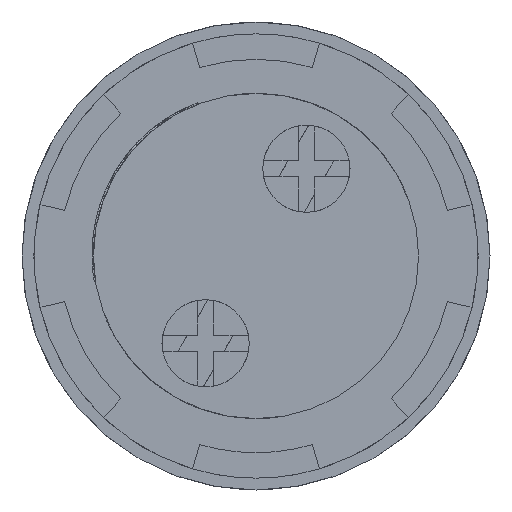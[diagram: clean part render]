
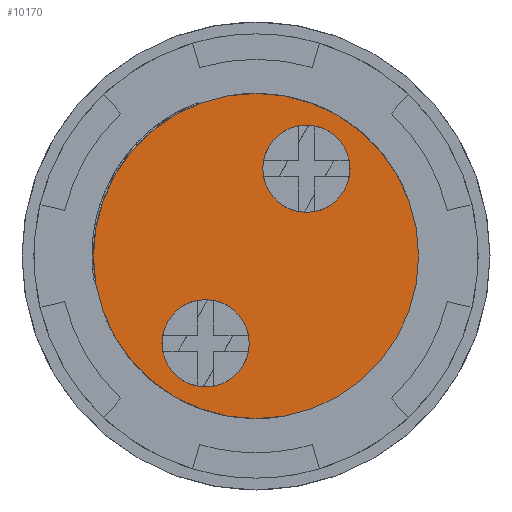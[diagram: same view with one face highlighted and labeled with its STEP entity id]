
A CAD part, front view. The second image highlights one B-rep face of the part: STEP entity #10170.
In plain terms, the highlighted planar face has unit normal (0, -1, 0).
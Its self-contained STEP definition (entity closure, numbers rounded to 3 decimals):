
#54 = CARTESIAN_POINT ( 'NONE',  ( 3.175, 0., 8.25 ) ) ;
#179 = AXIS2_PLACEMENT_3D ( 'NONE', #1650, #19020, #10323 ) ;
#244 = EDGE_CURVE ( 'NONE', #14827, #5624, #1432, .T. ) ;
#922 = CIRCLE ( 'NONE', #9890, 10.25 ) ;
#1140 = EDGE_LOOP ( 'NONE', ( #23896, #8746 ) ) ;
#1151 = DIRECTION ( 'NONE',  ( 0., -1., 0. ) ) ;
#1432 = CIRCLE ( 'NONE', #7686, 2.75 ) ;
#1650 = CARTESIAN_POINT ( 'NONE',  ( 3.175, 0., 5.5 ) ) ;
#2610 = VERTEX_POINT ( 'NONE', #15824 ) ;
#2948 = VERTEX_POINT ( 'NONE', #7658 ) ;
#2952 = CARTESIAN_POINT ( 'NONE',  ( 0., 0., -10.25 ) ) ;
#2955 = FACE_BOUND ( 'NONE', #5957, .T. ) ;
#3090 = FACE_BOUND ( 'NONE', #20706, .T. ) ;
#3812 = AXIS2_PLACEMENT_3D ( 'NONE', #5053, #11474, #26439 ) ;
#4256 = AXIS2_PLACEMENT_3D ( 'NONE', #17481, #25993, #15358 ) ;
#4942 = CARTESIAN_POINT ( 'NONE',  ( -3.175, 0., -5.5 ) ) ;
#5053 = CARTESIAN_POINT ( 'NONE',  ( 0., 0., 0. ) ) ;
#5098 = CARTESIAN_POINT ( 'NONE',  ( -3.175, 0., -5.5 ) ) ;
#5624 = VERTEX_POINT ( 'NONE', #11966 ) ;
#5847 = CARTESIAN_POINT ( 'NONE',  ( -3.175, 0., -2.75 ) ) ;
#5957 = EDGE_LOOP ( 'NONE', ( #24993, #18744 ) ) ;
#7658 = CARTESIAN_POINT ( 'NONE',  ( 0., 0., 10.25 ) ) ;
#7686 = AXIS2_PLACEMENT_3D ( 'NONE', #4942, #9402, #21997 ) ;
#8677 = EDGE_CURVE ( 'NONE', #2948, #23767, #922, .T. ) ;
#8746 = ORIENTED_EDGE ( 'NONE', *, *, #8677, .F. ) ;
#9402 = DIRECTION ( 'NONE',  ( 0., -1., 0. ) ) ;
#9890 = AXIS2_PLACEMENT_3D ( 'NONE', #10692, #15299, #25934 ) ;
#10170 = ADVANCED_FACE ( 'NONE', ( #3090, #2955, #18214 ), #16231, .F. ) ;
#10323 = DIRECTION ( 'NONE',  ( 0., 0., -1. ) ) ;
#10692 = CARTESIAN_POINT ( 'NONE',  ( 0., 0., 0. ) ) ;
#11474 = DIRECTION ( 'NONE',  ( 0., 1., 0. ) ) ;
#11966 = CARTESIAN_POINT ( 'NONE',  ( -3.175, 0., -8.25 ) ) ;
#13365 = VERTEX_POINT ( 'NONE', #54 ) ;
#13620 = DIRECTION ( 'NONE',  ( 0., 0., -1. ) ) ;
#14827 = VERTEX_POINT ( 'NONE', #5847 ) ;
#15299 = DIRECTION ( 'NONE',  ( 0., 1., 0. ) ) ;
#15358 = DIRECTION ( 'NONE',  ( 0., 0., 1. ) ) ;
#15824 = CARTESIAN_POINT ( 'NONE',  ( 3.175, 0., 2.75 ) ) ;
#15928 = EDGE_CURVE ( 'NONE', #5624, #14827, #23392, .T. ) ;
#16050 = DIRECTION ( 'NONE',  ( 0., -1., 0. ) ) ;
#16231 = PLANE ( 'NONE',  #3812 ) ;
#17481 = CARTESIAN_POINT ( 'NONE',  ( 0., 0., 0. ) ) ;
#18022 = AXIS2_PLACEMENT_3D ( 'NONE', #5098, #1151, #13620 ) ;
#18214 = FACE_OUTER_BOUND ( 'NONE', #1140, .T. ) ;
#18303 = DIRECTION ( 'NONE',  ( 0., 0., -1. ) ) ;
#18654 = ORIENTED_EDGE ( 'NONE', *, *, #18964, .F. ) ;
#18744 = ORIENTED_EDGE ( 'NONE', *, *, #244, .F. ) ;
#18964 = EDGE_CURVE ( 'NONE', #2610, #13365, #25861, .T. ) ;
#19020 = DIRECTION ( 'NONE',  ( 0., -1., 0. ) ) ;
#19827 = EDGE_CURVE ( 'NONE', #23767, #2948, #27463, .T. ) ;
#20171 = ORIENTED_EDGE ( 'NONE', *, *, #20540, .F. ) ;
#20540 = EDGE_CURVE ( 'NONE', #13365, #2610, #22074, .T. ) ;
#20706 = EDGE_LOOP ( 'NONE', ( #18654, #20171 ) ) ;
#21997 = DIRECTION ( 'NONE',  ( 0., 0., -1. ) ) ;
#22074 = CIRCLE ( 'NONE', #179, 2.75 ) ;
#22464 = CARTESIAN_POINT ( 'NONE',  ( 3.175, 0., 5.5 ) ) ;
#23392 = CIRCLE ( 'NONE', #18022, 2.75 ) ;
#23767 = VERTEX_POINT ( 'NONE', #2952 ) ;
#23896 = ORIENTED_EDGE ( 'NONE', *, *, #19827, .F. ) ;
#24993 = ORIENTED_EDGE ( 'NONE', *, *, #15928, .F. ) ;
#25861 = CIRCLE ( 'NONE', #27640, 2.75 ) ;
#25934 = DIRECTION ( 'NONE',  ( 0., 0., 1. ) ) ;
#25993 = DIRECTION ( 'NONE',  ( 0., 1., 0. ) ) ;
#26439 = DIRECTION ( 'NONE',  ( 0., 0., 1. ) ) ;
#27463 = CIRCLE ( 'NONE', #4256, 10.25 ) ;
#27640 = AXIS2_PLACEMENT_3D ( 'NONE', #22464, #16050, #18303 ) ;
